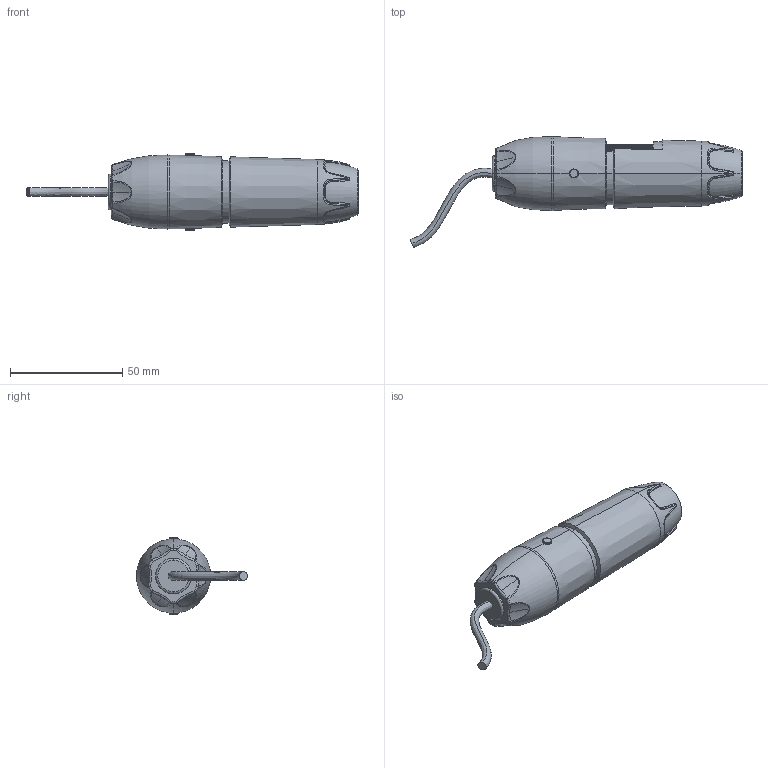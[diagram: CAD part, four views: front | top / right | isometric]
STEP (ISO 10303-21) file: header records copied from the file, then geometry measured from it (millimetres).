
FILE_DESCRIPTION (( 'STEP AP203' ), '1' );
FILE_NAME ('USB Microscope_Generic.STEP', '2020-02-25T04:59:02', ( '' ), ( '' ), 'SwSTEP 2.0', 'SolidWorks 2020', '' );
FILE_SCHEMA (( 'CONFIG_CONTROL_DESIGN' ));
Length unit declared in the file: millimetre
Products named in the file (1): USB Microscope_Generic
Bounding box: 148.09 x 49.51 x 34 mm (x, y, z)
Volume: 66323.4 mm3; surface area: 17426.6 mm2
Topology: 5 solids, 5 shells, 210 faces, 500 edges, 303 vertices
Faces by surface type: bspline 62, torus 49, cylinder 46, plane 28, sphere 14, cone 11
Entity records: 9690 total; most frequent: CARTESIAN_POINT 5064, ORIENTED_EDGE 1000, DIRECTION 933, EDGE_CURVE 500, AXIS2_PLACEMENT_3D 428, VERTEX_POINT 303, CIRCLE 279, EDGE_LOOP 219
